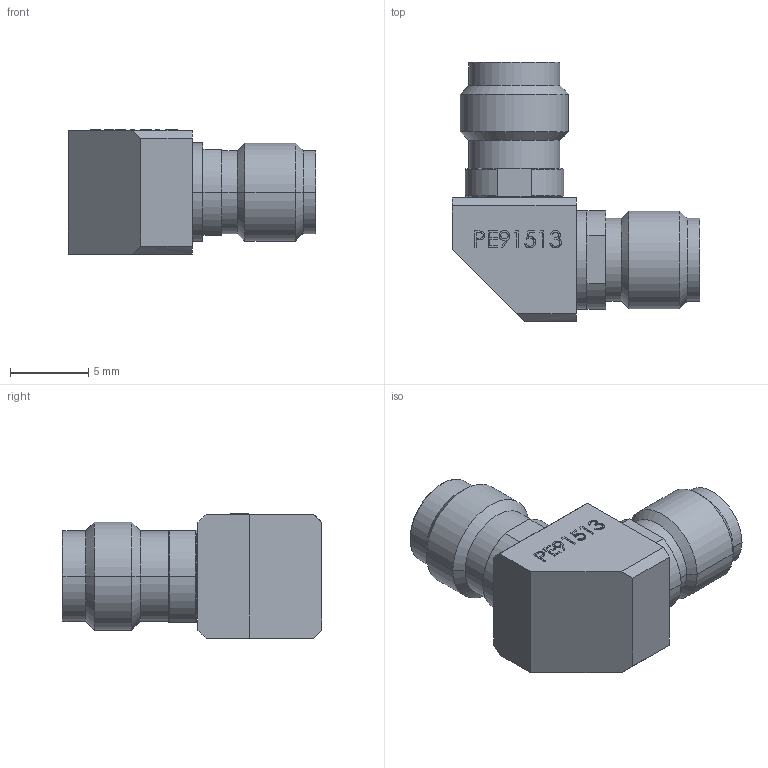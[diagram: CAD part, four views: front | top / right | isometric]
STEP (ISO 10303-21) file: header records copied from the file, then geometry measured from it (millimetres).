
FILE_DESCRIPTION (( 'STEP AP203' ), '1' );
FILE_NAME ('PE91513.STEP', '2021-05-05T11:26:55', ( '' ), ( '' ), 'SwSTEP 2.0', 'SolidWorks 2020', '' );
FILE_SCHEMA (( 'CONFIG_CONTROL_DESIGN' ));
Length unit declared in the file: inch
Products named in the file (6): ALS-K3K8-4.stp; ALS-K8-185-8-125-1.stp; als-k8-1858.stp; Part2^PE91513; PE91513; ALS-K3K8-3.stp
Assembly tree (5 placements, depth 3):
  PE91513
    als-k8-1858.stp
      ALS-K3K8-3.stp
      ALS-K3K8-4.stp
      ALS-K8-185-8-125-1.stp
    Part2^PE91513
Bounding box: 15.8 x 16.6 x 7.95 mm (x, y, z)
Volume: 927.7 mm3; surface area: 871.6 mm2
Topology: 10 solids, 10 shells, 174 faces, 414 edges, 266 vertices
Faces by surface type: plane 79, bspline 37, cylinder 34, cone 22, torus 2
Entity records: 7600 total; most frequent: CARTESIAN_POINT 3138, ORIENTED_EDGE 828, DIRECTION 704, EDGE_CURVE 414, VERTEX_POINT 266, VECTOR 248, LINE 248, AXIS2_PLACEMENT_3D 228
